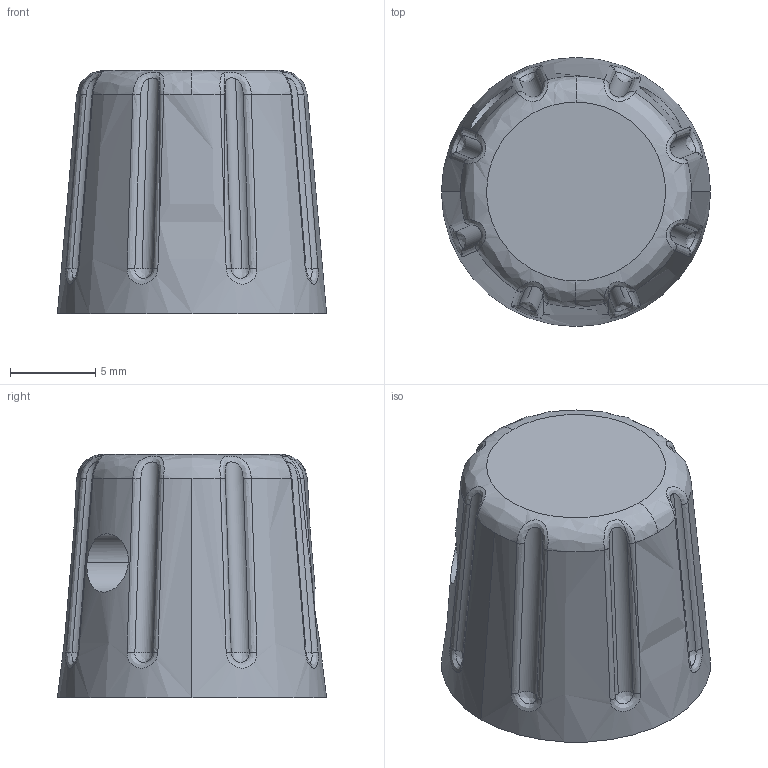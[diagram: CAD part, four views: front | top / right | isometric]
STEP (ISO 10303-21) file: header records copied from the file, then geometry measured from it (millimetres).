
FILE_DESCRIPTION (( 'STEP AP214' ), '1' );
FILE_NAME ('Korry RD239-A1G2 v4.STEP', '2021-07-09T22:04:52', ( '' ), ( '' ), 'SwSTEP 2.0', 'SolidWorks 2019', '' );
FILE_SCHEMA (( 'AUTOMOTIVE_DESIGN' ));
Length unit declared in the file: inch
Products named in the file (1): Korry RD239-A1G2 v4
Bounding box: 15.75 x 15.75 x 14.22 mm (x, y, z)
Volume: 1638.3 mm3; surface area: 1346.2 mm2
Topology: 1 solids, 1 shells, 74 faces, 180 edges, 110 vertices
Faces by surface type: bspline 46, cylinder 21, plane 5, cone 2
Entity records: 5896 total; most frequent: CARTESIAN_POINT 3529, ORIENTED_EDGE 360, EDGE_CURVE 180, DIRECTION 152, B_SPLINE_CURVE_WITH_KNOTS 120, VERTEX_POINT 110, EDGE_LOOP 80, UNCERTAINTY_MEASURE_WITH_UNIT 77
